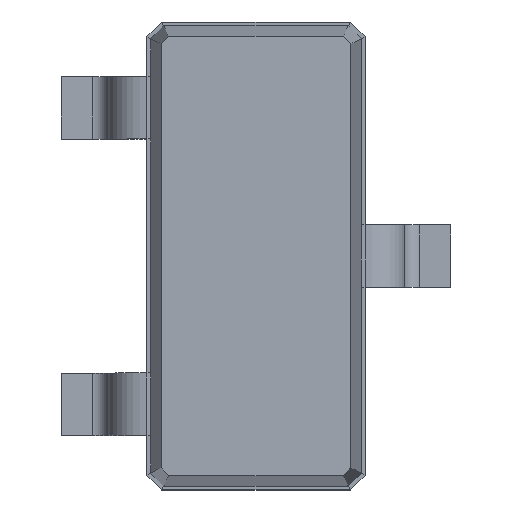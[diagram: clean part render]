
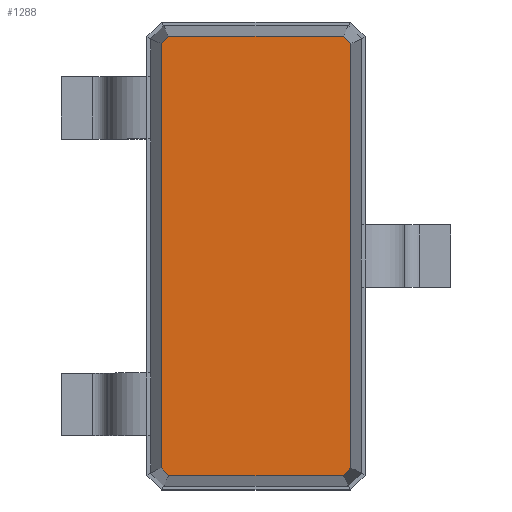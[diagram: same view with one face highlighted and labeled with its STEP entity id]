
A CAD part, top view. The second image highlights one B-rep face of the part: STEP entity #1288.
In plain terms, the highlighted planar face has unit normal (0, 0, 1).
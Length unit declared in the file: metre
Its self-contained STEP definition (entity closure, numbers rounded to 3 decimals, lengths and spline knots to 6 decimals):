
#174=ORIENTED_EDGE('',*,*,#502,.F.);
#175=ORIENTED_EDGE('',*,*,#459,.F.);
#176=ORIENTED_EDGE('',*,*,#465,.F.);
#177=ORIENTED_EDGE('',*,*,#468,.F.);
#178=ORIENTED_EDGE('',*,*,#471,.F.);
#179=ORIENTED_EDGE('',*,*,#499,.F.);
#180=ORIENTED_EDGE('',*,*,#505,.F.);
#181=ORIENTED_EDGE('',*,*,#506,.F.);
#459=EDGE_CURVE('',#625,#626,#733,.T.);
#465=EDGE_CURVE('',#629,#625,#739,.T.);
#468=EDGE_CURVE('',#631,#629,#742,.T.);
#471=EDGE_CURVE('',#633,#631,#745,.T.);
#499=EDGE_CURVE('',#653,#633,#767,.T.);
#502=EDGE_CURVE('',#626,#654,#770,.T.);
#505=EDGE_CURVE('',#656,#653,#773,.T.);
#506=EDGE_CURVE('',#654,#656,#774,.T.);
#625=VERTEX_POINT('',#2128);
#626=VERTEX_POINT('',#2130);
#629=VERTEX_POINT('',#2139);
#631=VERTEX_POINT('',#2145);
#633=VERTEX_POINT('',#2151);
#653=VERTEX_POINT('',#2208);
#654=VERTEX_POINT('',#2214);
#656=VERTEX_POINT('',#2220);
#733=LINE('',#2129,#889);
#739=LINE('',#2140,#895);
#742=LINE('',#2146,#898);
#745=LINE('',#2152,#901);
#767=LINE('',#2209,#923);
#770=LINE('',#2213,#926);
#773=LINE('',#2219,#929);
#774=LINE('',#2221,#930);
#889=VECTOR('',#1763,1.);
#895=VECTOR('',#1771,1.);
#898=VECTOR('',#1776,1.);
#901=VECTOR('',#1781,1.);
#923=VECTOR('',#1833,1.);
#926=VECTOR('',#1838,1.);
#929=VECTOR('',#1843,1.);
#930=VECTOR('',#1844,1.);
#1036=EDGE_LOOP('',(#174,#175,#176,#177,#178,#179,#180,#181));
#1112=FACE_BOUND('',#1036,.T.);
#1179=PLANE('',#1612);
#1288=ADVANCED_FACE('',(#1112),#1179,.T.);
#1612=AXIS2_PLACEMENT_3D('',#2218,#1841,#1842);
#1763=DIRECTION('',(0.,1.,0.));
#1771=DIRECTION('',(-0.707,0.707,0.));
#1776=DIRECTION('',(-1.,0.,0.));
#1781=DIRECTION('',(-0.707,-0.707,0.));
#1833=DIRECTION('',(0.,-1.,0.));
#1838=DIRECTION('',(0.707,0.707,0.));
#1841=DIRECTION('',(0.,0.,1.));
#1842=DIRECTION('',(0.369,-0.929,0.));
#1843=DIRECTION('',(0.707,-0.707,0.));
#1844=DIRECTION('',(1.,0.,0.));
#2128=CARTESIAN_POINT('',(-0.000608,-0.001359,0.0012));
#2129=CARTESIAN_POINT('',(-0.000608,-0.001359,0.0012));
#2130=CARTESIAN_POINT('',(-0.000608,0.001359,0.0012));
#2139=CARTESIAN_POINT('',(-0.000559,-0.001408,0.0012));
#2140=CARTESIAN_POINT('',(-0.000559,-0.001408,0.0012));
#2145=CARTESIAN_POINT('',(0.000559,-0.001408,0.0012));
#2146=CARTESIAN_POINT('',(0.000559,-0.001408,0.0012));
#2151=CARTESIAN_POINT('',(0.000608,-0.001359,0.0012));
#2152=CARTESIAN_POINT('',(0.000608,-0.001359,0.0012));
#2208=CARTESIAN_POINT('',(0.000608,0.001359,0.0012));
#2209=CARTESIAN_POINT('',(0.000608,0.001359,0.0012));
#2213=CARTESIAN_POINT('',(-0.000608,0.001359,0.0012));
#2214=CARTESIAN_POINT('',(-0.000559,0.001408,0.0012));
#2218=CARTESIAN_POINT('',(-0.000559,0.001408,0.0012));
#2219=CARTESIAN_POINT('',(0.000559,0.001408,0.0012));
#2220=CARTESIAN_POINT('',(0.000559,0.001408,0.0012));
#2221=CARTESIAN_POINT('',(-0.000559,0.001408,0.0012));
